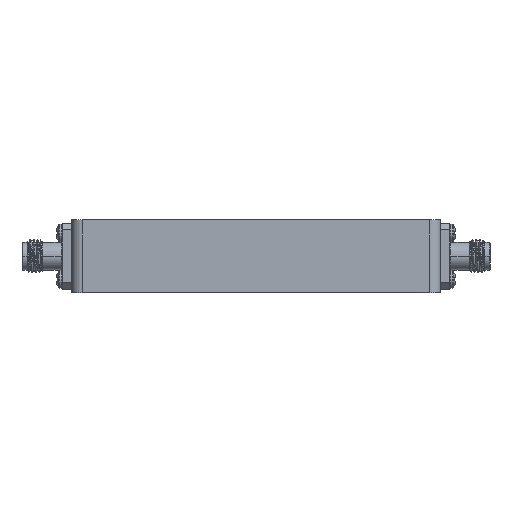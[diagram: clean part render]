
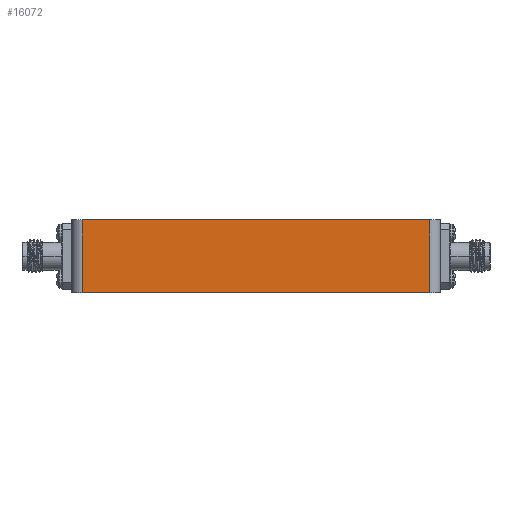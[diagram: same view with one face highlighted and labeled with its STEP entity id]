
A CAD part, left-side view. The second image highlights one B-rep face of the part: STEP entity #16072.
In plain terms, the highlighted planar face has unit normal (-1, 0, 0).
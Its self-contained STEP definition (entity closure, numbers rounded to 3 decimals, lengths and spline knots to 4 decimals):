
#3087 = CARTESIAN_POINT ( 'NONE',  ( -1.7323, -1.3976, 0.2756 ) ) ;
#4232 = DIRECTION ( 'NONE',  ( 0., 1., 0. ) ) ;
#5056 = EDGE_CURVE ( 'NONE', #5059, #39609, #95058, .T. ) ;
#5059 = VERTEX_POINT ( 'NONE', #95627 ) ;
#11736 = DIRECTION ( 'NONE',  ( 1., 0., 0. ) ) ;
#15846 = DIRECTION ( 'NONE',  ( 0., -1., 0. ) ) ;
#16072 = ADVANCED_FACE ( 'NONE', ( #74711 ), #90366, .F. ) ;
#24115 = CARTESIAN_POINT ( 'NONE',  ( -1.7323, 1.3176, 0.2756 ) ) ;
#26608 = VECTOR ( 'NONE', #67313, 39.3701 ) ;
#28005 = CARTESIAN_POINT ( 'NONE',  ( -1.7323, -1.3176, 0.2756 ) ) ;
#29288 = AXIS2_PLACEMENT_3D ( 'NONE', #3087, #11736, #4232 ) ;
#30410 = EDGE_CURVE ( 'NONE', #39609, #43456, #92775, .T. ) ;
#31119 = VECTOR ( 'NONE', #15846, 39.3701 ) ;
#34662 = VERTEX_POINT ( 'NONE', #24115 ) ;
#39609 = VERTEX_POINT ( 'NONE', #72979 ) ;
#42965 = CARTESIAN_POINT ( 'NONE',  ( -1.7323, -1.3976, -0.2756 ) ) ;
#43456 = VERTEX_POINT ( 'NONE', #28005 ) ;
#50136 = ORIENTED_EDGE ( 'NONE', *, *, #5056, .T. ) ;
#51837 = EDGE_CURVE ( 'NONE', #34662, #5059, #65206, .T. ) ;
#52820 = DIRECTION ( 'NONE',  ( 0., -1., 0. ) ) ;
#56034 = ORIENTED_EDGE ( 'NONE', *, *, #30410, .T. ) ;
#60311 = VECTOR ( 'NONE', #92392, 39.3701 ) ;
#65206 = LINE ( 'NONE', #73873, #60311 ) ;
#67313 = DIRECTION ( 'NONE',  ( 0., 0., 1. ) ) ;
#72663 = EDGE_LOOP ( 'NONE', ( #100530, #78635, #50136, #56034 ) ) ;
#72979 = CARTESIAN_POINT ( 'NONE',  ( -1.7323, -1.3176, -0.2756 ) ) ;
#73873 = CARTESIAN_POINT ( 'NONE',  ( -1.7323, 1.3176, 0.2756 ) ) ;
#74711 = FACE_OUTER_BOUND ( 'NONE', #72663, .T. ) ;
#75972 = CARTESIAN_POINT ( 'NONE',  ( -1.7323, -1.3176, 0.2756 ) ) ;
#78635 = ORIENTED_EDGE ( 'NONE', *, *, #51837, .T. ) ;
#84652 = EDGE_CURVE ( 'NONE', #34662, #43456, #91356, .T. ) ;
#88657 = CARTESIAN_POINT ( 'NONE',  ( -1.7323, -1.3976, 0.2756 ) ) ;
#90366 = PLANE ( 'NONE',  #29288 ) ;
#91356 = LINE ( 'NONE', #88657, #108060 ) ;
#92392 = DIRECTION ( 'NONE',  ( 0., 0., -1. ) ) ;
#92775 = LINE ( 'NONE', #75972, #26608 ) ;
#95058 = LINE ( 'NONE', #42965, #31119 ) ;
#95627 = CARTESIAN_POINT ( 'NONE',  ( -1.7323, 1.3176, -0.2756 ) ) ;
#100530 = ORIENTED_EDGE ( 'NONE', *, *, #84652, .F. ) ;
#108060 = VECTOR ( 'NONE', #52820, 39.3701 ) ;
